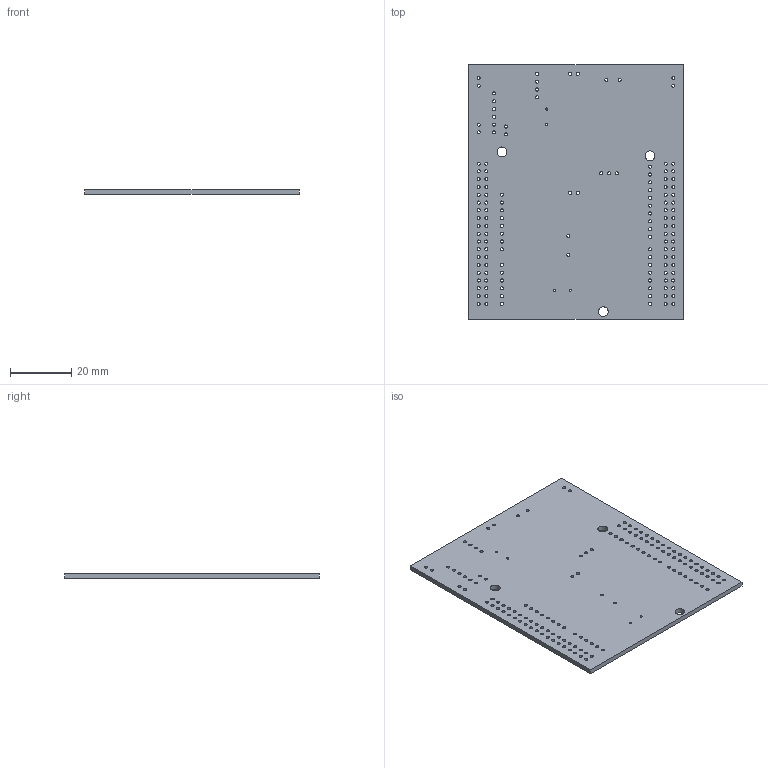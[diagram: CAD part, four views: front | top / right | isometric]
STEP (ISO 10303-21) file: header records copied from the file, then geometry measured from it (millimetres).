
FILE_DESCRIPTION(('Open CASCADE Model'),'2;1');
FILE_NAME('Open CASCADE Shape Model','2024-01-06T23:27:40',('Author'),( 'Open CASCADE'),'Open CASCADE STEP processor 7.5','Open CASCADE 7.5' ,'Unknown');
FILE_SCHEMA(('AUTOMOTIVE_DESIGN { 1 0 10303 214 1 1 1 1 }'));
Length unit declared in the file: millimetre
Products named in the file (3): PCB; Board; Open CASCADE STEP translator 7.5 2.1.1
Assembly tree (2 placements, depth 3):
  PCB
    Board
      Open CASCADE STEP translator 7.5 2.1.1
Bounding box: 70 x 83 x 1.59 mm (x, y, z)
Volume: 9028.7 mm3; surface area: 12591.4 mm2
Topology: 1 solids, 1 shells, 150 faces, 444 edges, 296 vertices
Faces by surface type: cylinder 144, plane 6
Full cylindrical faces by diameter (mm): 0.712 x4, 1 x4, 1.016 x133, 3.2 x3
Entity records: 5829 total; most frequent: DIRECTION 1038, CARTESIAN_POINT 893, ORIENTED_EDGE 888, EDGE_CURVE 444, AXIS2_PLACEMENT_3D 441, FACE_BOUND 438, EDGE_LOOP 438, VERTEX_POINT 296
